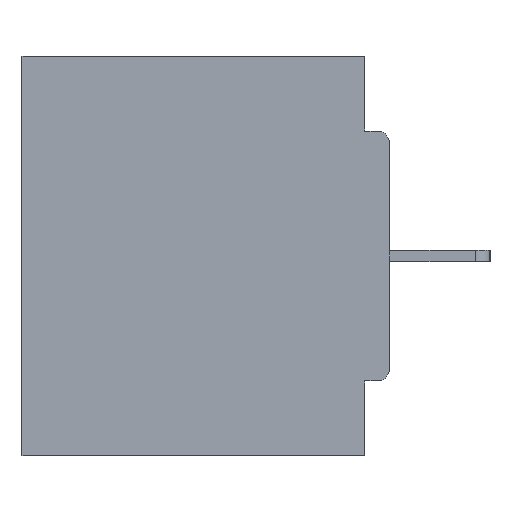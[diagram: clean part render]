
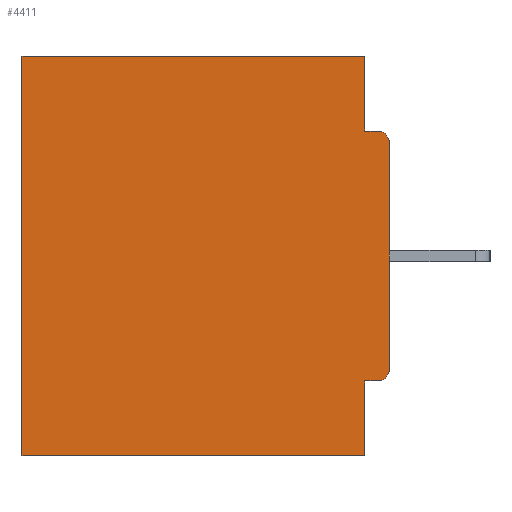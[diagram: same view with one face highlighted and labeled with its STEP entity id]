
A CAD part, left-side view. The second image highlights one B-rep face of the part: STEP entity #4411.
In plain terms, the highlighted planar face has unit normal (-1, 0, 0).
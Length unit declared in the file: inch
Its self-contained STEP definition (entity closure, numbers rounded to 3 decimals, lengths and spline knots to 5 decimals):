
#126 = LINE ( 'NONE', #3359, #33539 ) ;
#1391 = DIRECTION ( 'NONE',  ( 0., 1., 0. ) ) ;
#1743 = CARTESIAN_POINT ( 'NONE',  ( 0.298, 0.015, -0.4065 ) ) ;
#2447 = EDGE_CURVE ( 'NONE', #16667, #10584, #38495, .T. ) ;
#3359 = CARTESIAN_POINT ( 'NONE',  ( 0.298, 0., -0.0935 ) ) ;
#3601 = VERTEX_POINT ( 'NONE', #16472 ) ;
#3899 = ORIENTED_EDGE ( 'NONE', *, *, #31513, .F. ) ;
#4411 = ADVANCED_FACE ( 'NONE', ( #11100 ), #29372, .F. ) ;
#4721 = DIRECTION ( 'NONE',  ( 0., 0., -1. ) ) ;
#5111 = VERTEX_POINT ( 'NONE', #17450 ) ;
#5222 = ORIENTED_EDGE ( 'NONE', *, *, #21542, .F. ) ;
#5408 = CIRCLE ( 'NONE', #9866, 0.015 ) ;
#5546 = LINE ( 'NONE', #33411, #38591 ) ;
#5577 = ORIENTED_EDGE ( 'NONE', *, *, #2447, .F. ) ;
#5934 = VERTEX_POINT ( 'NONE', #28415 ) ;
#6480 = AXIS2_PLACEMENT_3D ( 'NONE', #35620, #21569, #33623 ) ;
#8226 = CARTESIAN_POINT ( 'NONE',  ( 0.298, 0.031, -0.5 ) ) ;
#8292 = CIRCLE ( 'NONE', #6480, 0.015 ) ;
#9866 = AXIS2_PLACEMENT_3D ( 'NONE', #30242, #27226, #27417 ) ;
#10265 = CARTESIAN_POINT ( 'NONE',  ( 0.298, 0.46, 0. ) ) ;
#10584 = VERTEX_POINT ( 'NONE', #33965 ) ;
#10648 = ORIENTED_EDGE ( 'NONE', *, *, #15652, .T. ) ;
#11100 = FACE_OUTER_BOUND ( 'NONE', #28648, .T. ) ;
#11281 = EDGE_CURVE ( 'NONE', #16667, #3601, #8292, .T. ) ;
#11407 = LINE ( 'NONE', #8226, #31272 ) ;
#11613 = DIRECTION ( 'NONE',  ( 0., 0., -1. ) ) ;
#11700 = LINE ( 'NONE', #23969, #24549 ) ;
#14824 = LINE ( 'NONE', #33323, #36016 ) ;
#14911 = DIRECTION ( 'NONE',  ( 0., 0., -1. ) ) ;
#15652 = EDGE_CURVE ( 'NONE', #26434, #29678, #22853, .T. ) ;
#16472 = CARTESIAN_POINT ( 'NONE',  ( 0.298, 0.015, -0.0935 ) ) ;
#16524 = CARTESIAN_POINT ( 'NONE',  ( 0.298, 0., 0. ) ) ;
#16667 = VERTEX_POINT ( 'NONE', #37576 ) ;
#17336 = CARTESIAN_POINT ( 'NONE',  ( 0.298, 0.031, -0.4065 ) ) ;
#17441 = ORIENTED_EDGE ( 'NONE', *, *, #11281, .T. ) ;
#17450 = CARTESIAN_POINT ( 'NONE',  ( 0.298, 0.46, -0.5 ) ) ;
#19423 = EDGE_CURVE ( 'NONE', #29678, #5111, #11700, .T. ) ;
#19822 = CARTESIAN_POINT ( 'NONE',  ( 0.298, 0., 0. ) ) ;
#20244 = EDGE_CURVE ( 'NONE', #24429, #10584, #5408, .T. ) ;
#20836 = ORIENTED_EDGE ( 'NONE', *, *, #39421, .F. ) ;
#21260 = VERTEX_POINT ( 'NONE', #37461 ) ;
#21542 = EDGE_CURVE ( 'NONE', #24429, #26730, #5546, .T. ) ;
#21569 = DIRECTION ( 'NONE',  ( -1., 0., 0. ) ) ;
#22320 = EDGE_CURVE ( 'NONE', #26730, #5934, #14824, .T. ) ;
#22553 = DIRECTION ( 'NONE',  ( 1., 0., 0. ) ) ;
#22651 = CARTESIAN_POINT ( 'NONE',  ( 0.298, 0., 0. ) ) ;
#22853 = LINE ( 'NONE', #19822, #33912 ) ;
#23969 = CARTESIAN_POINT ( 'NONE',  ( 0.298, 0.46, 0. ) ) ;
#24429 = VERTEX_POINT ( 'NONE', #1743 ) ;
#24549 = VECTOR ( 'NONE', #14911, 39.37008 ) ;
#25209 = ORIENTED_EDGE ( 'NONE', *, *, #20244, .T. ) ;
#25940 = EDGE_CURVE ( 'NONE', #5934, #5111, #33102, .T. ) ;
#26434 = VERTEX_POINT ( 'NONE', #33848 ) ;
#26453 = CARTESIAN_POINT ( 'NONE',  ( 0.298, 0., -0.5 ) ) ;
#26730 = VERTEX_POINT ( 'NONE', #17336 ) ;
#27053 = DIRECTION ( 'NONE',  ( 0., 1., 0. ) ) ;
#27226 = DIRECTION ( 'NONE',  ( -1., 0., 0. ) ) ;
#27417 = DIRECTION ( 'NONE',  ( 0., 0., -1. ) ) ;
#28415 = CARTESIAN_POINT ( 'NONE',  ( 0.298, 0.031, -0.5 ) ) ;
#28648 = EDGE_LOOP ( 'NONE', ( #17441, #20836, #3899, #10648, #29533, #36036, #37479, #5222, #25209, #5577 ) ) ;
#29372 = PLANE ( 'NONE',  #34894 ) ;
#29533 = ORIENTED_EDGE ( 'NONE', *, *, #19423, .T. ) ;
#29678 = VERTEX_POINT ( 'NONE', #10265 ) ;
#30098 = DIRECTION ( 'NONE',  ( 0., 0., -1. ) ) ;
#30242 = CARTESIAN_POINT ( 'NONE',  ( 0.298, 0.015, -0.3915 ) ) ;
#30439 = DIRECTION ( 'NONE',  ( 0., -1., 0. ) ) ;
#31272 = VECTOR ( 'NONE', #11613, 39.37008 ) ;
#31513 = EDGE_CURVE ( 'NONE', #26434, #21260, #11407, .T. ) ;
#33102 = LINE ( 'NONE', #26453, #36800 ) ;
#33323 = CARTESIAN_POINT ( 'NONE',  ( 0.298, 0.031, -0.5 ) ) ;
#33411 = CARTESIAN_POINT ( 'NONE',  ( 0.298, 0., -0.4065 ) ) ;
#33539 = VECTOR ( 'NONE', #30439, 39.37008 ) ;
#33623 = DIRECTION ( 'NONE',  ( 0., 0., -1. ) ) ;
#33848 = CARTESIAN_POINT ( 'NONE',  ( 0.298, 0.031, 0. ) ) ;
#33912 = VECTOR ( 'NONE', #1391, 39.37008 ) ;
#33965 = CARTESIAN_POINT ( 'NONE',  ( 0.298, 0., -0.3915 ) ) ;
#34894 = AXIS2_PLACEMENT_3D ( 'NONE', #16524, #22553, #4721 ) ;
#34898 = DIRECTION ( 'NONE',  ( 0., 0., -1. ) ) ;
#35620 = CARTESIAN_POINT ( 'NONE',  ( 0.298, 0.015, -0.1085 ) ) ;
#36016 = VECTOR ( 'NONE', #30098, 39.37008 ) ;
#36036 = ORIENTED_EDGE ( 'NONE', *, *, #25940, .F. ) ;
#36800 = VECTOR ( 'NONE', #27053, 39.37008 ) ;
#37452 = VECTOR ( 'NONE', #34898, 39.37008 ) ;
#37461 = CARTESIAN_POINT ( 'NONE',  ( 0.298, 0.031, -0.0935 ) ) ;
#37479 = ORIENTED_EDGE ( 'NONE', *, *, #22320, .F. ) ;
#37576 = CARTESIAN_POINT ( 'NONE',  ( 0.298, 0., -0.1085 ) ) ;
#38495 = LINE ( 'NONE', #22651, #37452 ) ;
#38591 = VECTOR ( 'NONE', #39609, 39.37008 ) ;
#39421 = EDGE_CURVE ( 'NONE', #21260, #3601, #126, .T. ) ;
#39609 = DIRECTION ( 'NONE',  ( 0., 1., 0. ) ) ;
